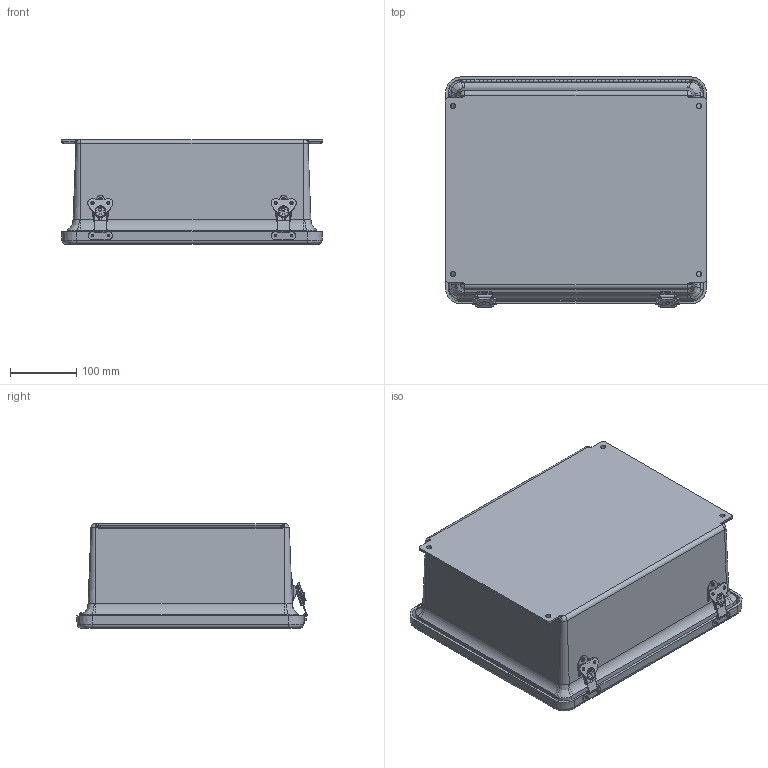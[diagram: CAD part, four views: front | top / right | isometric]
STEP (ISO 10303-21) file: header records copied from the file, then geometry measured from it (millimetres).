
FILE_DESCRIPTION (( 'STEP AP214' ), '1' );
FILE_NAME ('M1412HLL.STEP', '2018-11-07T18:15:38', ( '' ), ( '' ), 'SwSTEP 2.0', 'SolidWorks 2018', '' );
FILE_SCHEMA (( 'AUTOMOTIVE_DESIGN' ));
Length unit declared in the file: inch
Products named in the file (1): M1412HLL
Bounding box: 393.7 x 347.56 x 157.8 mm (x, y, z)
Volume: 1864763.1 mm3; surface area: 1036122.5 mm2
Topology: 44 solids, 44 shells, 1050 faces, 2648 edges, 1733 vertices
Faces by surface type: plane 503, cylinder 429, bspline 80, cone 30, torus 8
Full cylindrical faces by diameter (mm): 1.702 x2, 2.159 x55, 2.21 x2, 2.489 x4, 2.64 x18, 2.794 x2, 3.175 x20, 3.3 x4, 3.327 x10, 3.378 x4, 3.429 x2, 3.556 x20, 3.861 x8, 4.572 x2, 4.75 x4, 4.8 x2, 4.851 x4, 5.41 x2, 5.537 x4, 6.35 x2, 7.264 x2, 7.925 x4, 13.335 x2, 13.589 x2, 15.494 x2, 16.764 x2
Entity records: 48835 total; most frequent: CARTESIAN_POINT 10077, DIRECTION 4940, ORIENTED_EDGE 4780, EDGE_CURVE 2390, AXIS2_PLACEMENT_3D 1816, VERTEX_POINT 1696, EDGE_LOOP 1574, LINE 1308
